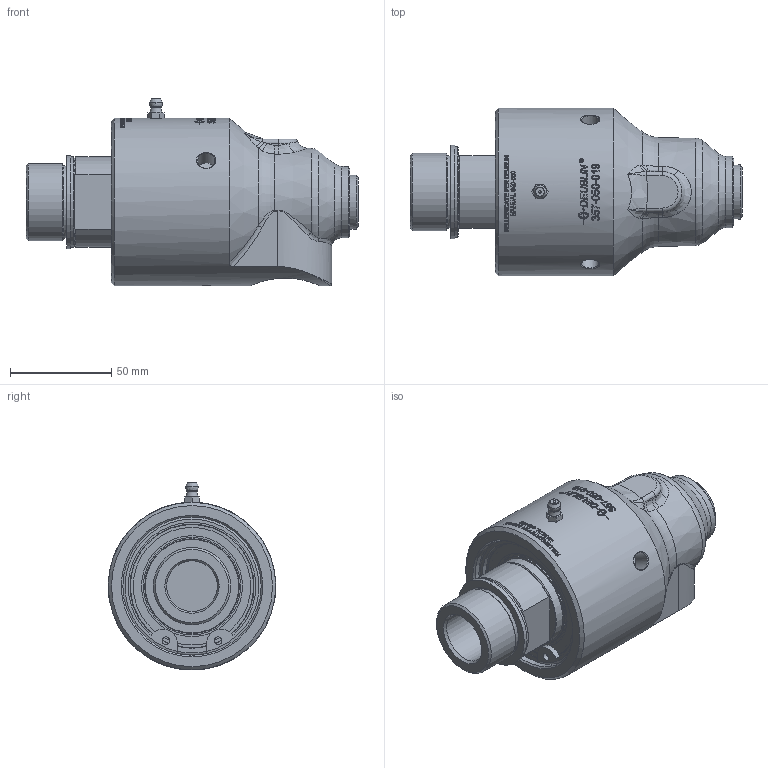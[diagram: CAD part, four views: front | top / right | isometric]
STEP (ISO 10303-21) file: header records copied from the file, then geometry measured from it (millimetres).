
FILE_DESCRIPTION(/* description */ (''),/* implementation_level */ '2;1');
FILE_NAME(/* name */ '357-050-019-IC.stp',/* time_stamp */ '2022-02-10T13:59:01+01:00',/* author */ ('mskipas'),/* organization */ (''),/* preprocessor_version */ 'ST-DEVELOPER v18.1',/* originating_system */ 'Autodesk Inventor 2022',/* authorisation */ '');
FILE_SCHEMA (('AUTOMOTIVE_DESIGN { 1 0 10303 214 3 1 1 }'));
Length unit declared in the file: millimetre
Products named in the file (1): 357-050-019-IC
Bounding box: 163.6 x 82.6 x 92.59 mm (x, y, z)
Volume: 489052.2 mm3; surface area: 59188.6 mm2
Topology: 1 solids, 7 shells, 986 faces, 2580 edges, 1702 vertices
Faces by surface type: bspline 445, plane 357, cylinder 135, cone 31, torus 16, sphere 2
Full cylindrical faces by diameter (mm): 3 x1, 3.12 x2, 3.2 x1, 3.72 x2, 5.359 x1, 8.6 x3, 25 x1, 34.9 x1, 38 x1, 38.1 x1, 39.4 x1, 40 x1, 44.65 x2, 46 x1, 47.764 x1, 49.775 x1, 57.913 x1, 59.225 x1, 60.725 x1, 61.1 x1, 68 x1, 68.1 x2, 73.8 x1, 82.6 x1
Entity records: 40833 total; most frequent: CARTESIAN_POINT 18888, ORIENTED_EDGE 5150, DIRECTION 3249, EDGE_CURVE 2575, VERTEX_POINT 1702, EDGE_LOOP 1095, AXIS2_PLACEMENT_3D 1094, LINE 1061
